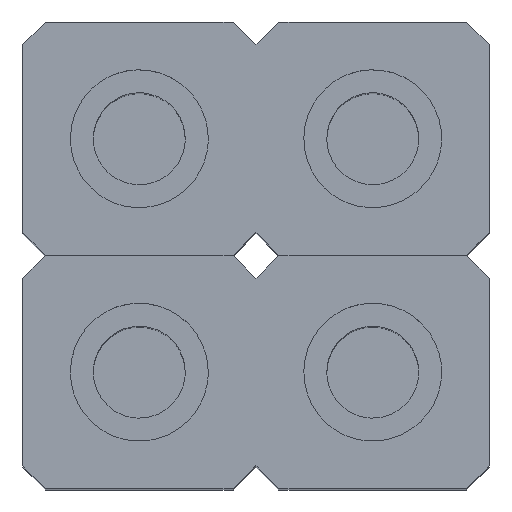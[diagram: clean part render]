
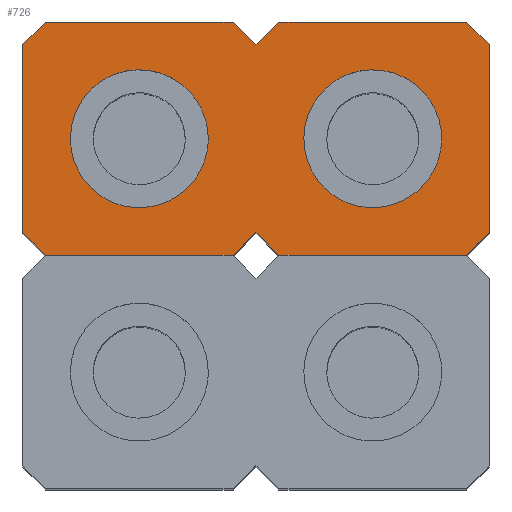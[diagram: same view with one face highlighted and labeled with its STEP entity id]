
A CAD part, top view. The second image highlights one B-rep face of the part: STEP entity #726.
In plain terms, the highlighted free-form (B-spline) face has degree [1, 1] with [2, 2] control points.
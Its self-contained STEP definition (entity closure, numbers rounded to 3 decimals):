
#351 = VERTEX_POINT('',#352);
#352 = CARTESIAN_POINT('',(-1.335,14.75,
    9.161));
#357 = EDGE_CURVE('',#351,#358,#360,.T.);
#358 = VERTEX_POINT('',#359);
#359 = CARTESIAN_POINT('',(1.335,14.75,9.161
    ));
#360 = B_SPLINE_CURVE_WITH_KNOTS('',1,(#361,#362),.UNSPECIFIED.,.F.,.F.,
  (2,2),(2.79,4.83),.PIECEWISE_BEZIER_KNOTS.);
#361 = CARTESIAN_POINT('',(-1.335,14.75,
    9.161));
#362 = CARTESIAN_POINT('',(1.335,14.75,9.161
    ));
#372 = VERTEX_POINT('',#373);
#373 = CARTESIAN_POINT('',(1.989,14.75,9.161
    ));
#378 = EDGE_CURVE('',#372,#379,#381,.T.);
#379 = VERTEX_POINT('',#380);
#380 = CARTESIAN_POINT('',(4.659,14.75,9.161
    ));
#381 = B_SPLINE_CURVE_WITH_KNOTS('',1,(#382,#383),.UNSPECIFIED.,.F.,.F.,
  (2,2),(5.33,7.37),.PIECEWISE_BEZIER_KNOTS.);
#382 = CARTESIAN_POINT('',(1.989,14.75,9.161
    ));
#383 = CARTESIAN_POINT('',(4.659,14.75,9.161
    ));
#726 = ADVANCED_FACE('',(#727,#811,#825),#839,.F.);
#727 = FACE_BOUND('',#728,.F.);
#728 = EDGE_LOOP('',(#729,#738,#745,#752,#759,#766,#773,#780,#787,#792,
    #793,#800,#805,#806));
#729 = ORIENTED_EDGE('',*,*,#730,.F.);
#730 = EDGE_CURVE('',#731,#733,#735,.T.);
#731 = VERTEX_POINT('',#732);
#732 = CARTESIAN_POINT('',(-1.662,17.747,
    9.161));
#733 = VERTEX_POINT('',#734);
#734 = CARTESIAN_POINT('',(-1.662,15.077,
    9.161));
#735 = B_SPLINE_CURVE_WITH_KNOTS('',1,(#736,#737),.UNSPECIFIED.,.F.,.F.,
  (2,2),(1.494,3.534),.PIECEWISE_BEZIER_KNOTS.);
#736 = CARTESIAN_POINT('',(-1.662,17.747,
    9.161));
#737 = CARTESIAN_POINT('',(-1.662,15.077,
    9.161));
#738 = ORIENTED_EDGE('',*,*,#739,.T.);
#739 = EDGE_CURVE('',#731,#740,#742,.T.);
#740 = VERTEX_POINT('',#741);
#741 = CARTESIAN_POINT('',(-1.335,18.074,
    9.161));
#742 = B_SPLINE_CURVE_WITH_KNOTS('',1,(#743,#744),.UNSPECIFIED.,.F.,.F.,
  (2,2),(0.,0.354),.PIECEWISE_BEZIER_KNOTS.);
#743 = CARTESIAN_POINT('',(-1.662,17.747,
    9.161));
#744 = CARTESIAN_POINT('',(-1.335,18.074,
    9.161));
#745 = ORIENTED_EDGE('',*,*,#746,.T.);
#746 = EDGE_CURVE('',#740,#747,#749,.T.);
#747 = VERTEX_POINT('',#748);
#748 = CARTESIAN_POINT('',(1.335,18.074,9.161
    ));
#749 = B_SPLINE_CURVE_WITH_KNOTS('',1,(#750,#751),.UNSPECIFIED.,.F.,.F.,
  (2,2),(2.79,4.83),.PIECEWISE_BEZIER_KNOTS.);
#750 = CARTESIAN_POINT('',(-1.335,18.074,
    9.161));
#751 = CARTESIAN_POINT('',(1.335,18.074,9.161
    ));
#752 = ORIENTED_EDGE('',*,*,#753,.F.);
#753 = EDGE_CURVE('',#754,#747,#756,.T.);
#754 = VERTEX_POINT('',#755);
#755 = CARTESIAN_POINT('',(1.662,17.747,9.161
    ));
#756 = B_SPLINE_CURVE_WITH_KNOTS('',1,(#757,#758),.UNSPECIFIED.,.F.,.F.,
  (2,2),(0.,0.354),.PIECEWISE_BEZIER_KNOTS.);
#757 = CARTESIAN_POINT('',(1.662,17.747,9.161
    ));
#758 = CARTESIAN_POINT('',(1.335,18.074,9.161
    ));
#759 = ORIENTED_EDGE('',*,*,#760,.F.);
#760 = EDGE_CURVE('',#761,#754,#763,.T.);
#761 = VERTEX_POINT('',#762);
#762 = CARTESIAN_POINT('',(1.989,18.074,9.161
    ));
#763 = B_SPLINE_CURVE_WITH_KNOTS('',1,(#764,#765),.UNSPECIFIED.,.F.,.F.,
  (2,2),(0.,0.354),.PIECEWISE_BEZIER_KNOTS.);
#764 = CARTESIAN_POINT('',(1.989,18.074,9.161
    ));
#765 = CARTESIAN_POINT('',(1.662,17.747,9.161
    ));
#766 = ORIENTED_EDGE('',*,*,#767,.T.);
#767 = EDGE_CURVE('',#761,#768,#770,.T.);
#768 = VERTEX_POINT('',#769);
#769 = CARTESIAN_POINT('',(4.659,18.074,9.161
    ));
#770 = B_SPLINE_CURVE_WITH_KNOTS('',1,(#771,#772),.UNSPECIFIED.,.F.,.F.,
  (2,2),(5.33,7.37),.PIECEWISE_BEZIER_KNOTS.);
#771 = CARTESIAN_POINT('',(1.989,18.074,9.161
    ));
#772 = CARTESIAN_POINT('',(4.659,18.074,9.161
    ));
#773 = ORIENTED_EDGE('',*,*,#774,.F.);
#774 = EDGE_CURVE('',#775,#768,#777,.T.);
#775 = VERTEX_POINT('',#776);
#776 = CARTESIAN_POINT('',(4.986,17.747,9.161)
  );
#777 = B_SPLINE_CURVE_WITH_KNOTS('',1,(#778,#779),.UNSPECIFIED.,.F.,.F.,
  (2,2),(0.,0.354),.PIECEWISE_BEZIER_KNOTS.);
#778 = CARTESIAN_POINT('',(4.986,17.747,9.161)
  );
#779 = CARTESIAN_POINT('',(4.659,18.074,9.161
    ));
#780 = ORIENTED_EDGE('',*,*,#781,.T.);
#781 = EDGE_CURVE('',#775,#782,#784,.T.);
#782 = VERTEX_POINT('',#783);
#783 = CARTESIAN_POINT('',(4.986,15.077,9.161)
  );
#784 = B_SPLINE_CURVE_WITH_KNOTS('',1,(#785,#786),.UNSPECIFIED.,.F.,.F.,
  (2,2),(0.25,2.29),.PIECEWISE_BEZIER_KNOTS.);
#785 = CARTESIAN_POINT('',(4.986,17.747,9.161)
  );
#786 = CARTESIAN_POINT('',(4.986,15.077,9.161)
  );
#787 = ORIENTED_EDGE('',*,*,#788,.T.);
#788 = EDGE_CURVE('',#782,#379,#789,.T.);
#789 = B_SPLINE_CURVE_WITH_KNOTS('',1,(#790,#791),.UNSPECIFIED.,.F.,.F.,
  (2,2),(0.,0.354),.PIECEWISE_BEZIER_KNOTS.);
#790 = CARTESIAN_POINT('',(4.986,15.077,9.161)
  );
#791 = CARTESIAN_POINT('',(4.659,14.75,9.161
    ));
#792 = ORIENTED_EDGE('',*,*,#378,.F.);
#793 = ORIENTED_EDGE('',*,*,#794,.T.);
#794 = EDGE_CURVE('',#372,#795,#797,.T.);
#795 = VERTEX_POINT('',#796);
#796 = CARTESIAN_POINT('',(1.662,15.077,9.161
    ));
#797 = B_SPLINE_CURVE_WITH_KNOTS('',1,(#798,#799),.UNSPECIFIED.,.F.,.F.,
  (2,2),(0.,0.354),.PIECEWISE_BEZIER_KNOTS.);
#798 = CARTESIAN_POINT('',(1.989,14.75,9.161
    ));
#799 = CARTESIAN_POINT('',(1.662,15.077,9.161
    ));
#800 = ORIENTED_EDGE('',*,*,#801,.T.);
#801 = EDGE_CURVE('',#795,#358,#802,.T.);
#802 = B_SPLINE_CURVE_WITH_KNOTS('',1,(#803,#804),.UNSPECIFIED.,.F.,.F.,
  (2,2),(0.,0.354),.PIECEWISE_BEZIER_KNOTS.);
#803 = CARTESIAN_POINT('',(1.662,15.077,9.161
    ));
#804 = CARTESIAN_POINT('',(1.335,14.75,9.161
    ));
#805 = ORIENTED_EDGE('',*,*,#357,.F.);
#806 = ORIENTED_EDGE('',*,*,#807,.F.);
#807 = EDGE_CURVE('',#733,#351,#808,.T.);
#808 = B_SPLINE_CURVE_WITH_KNOTS('',1,(#809,#810),.UNSPECIFIED.,.F.,.F.,
  (2,2),(0.,0.354),.PIECEWISE_BEZIER_KNOTS.);
#809 = CARTESIAN_POINT('',(-1.662,15.077,
    9.161));
#810 = CARTESIAN_POINT('',(-1.335,14.75,
    9.161));
#811 = FACE_BOUND('',#812,.F.);
#812 = EDGE_LOOP('',(#813));
#813 = ORIENTED_EDGE('',*,*,#814,.T.);
#814 = EDGE_CURVE('',#815,#815,#817,.T.);
#815 = VERTEX_POINT('',#816);
#816 = CARTESIAN_POINT('',(4.306,16.412,9.161
    ));
#817 = ( BOUNDED_CURVE() B_SPLINE_CURVE(2,(#818,#819,#820,#821,#822,#823
,#824),.UNSPECIFIED.,.T.,.F.) B_SPLINE_CURVE_WITH_KNOTS((1,2,2,2,2,1),(
    -2.094,0.,2.094,4.189,6.283,
8.378),.UNSPECIFIED.) CURVE() GEOMETRIC_REPRESENTATION_ITEM() 
RATIONAL_B_SPLINE_CURVE((1.,0.5,1.,0.5,1.,0.5,1.)) REPRESENTATION_ITEM(
  '') );
#818 = CARTESIAN_POINT('',(4.306,16.412,9.161
    ));
#819 = CARTESIAN_POINT('',(4.306,18.112,9.161
    ));
#820 = CARTESIAN_POINT('',(2.833,17.262,9.161
    ));
#821 = CARTESIAN_POINT('',(1.361,16.412,9.161
    ));
#822 = CARTESIAN_POINT('',(2.833,15.562,9.161
    ));
#823 = CARTESIAN_POINT('',(4.306,14.712,9.161
    ));
#824 = CARTESIAN_POINT('',(4.306,16.412,9.161
    ));
#825 = FACE_BOUND('',#826,.F.);
#826 = EDGE_LOOP('',(#827));
#827 = ORIENTED_EDGE('',*,*,#828,.T.);
#828 = EDGE_CURVE('',#829,#829,#831,.T.);
#829 = VERTEX_POINT('',#830);
#830 = CARTESIAN_POINT('',(0.982,16.412,9.161
    ));
#831 = ( BOUNDED_CURVE() B_SPLINE_CURVE(2,(#832,#833,#834,#835,#836,#837
,#838),.UNSPECIFIED.,.T.,.F.) B_SPLINE_CURVE_WITH_KNOTS((1,2,2,2,2,1),(
    -2.094,0.,2.094,4.189,6.283,
8.378),.UNSPECIFIED.) CURVE() GEOMETRIC_REPRESENTATION_ITEM() 
RATIONAL_B_SPLINE_CURVE((1.,0.5,1.,0.5,1.,0.5,1.)) REPRESENTATION_ITEM(
  '') );
#832 = CARTESIAN_POINT('',(0.982,16.412,9.161
    ));
#833 = CARTESIAN_POINT('',(0.982,18.112,9.161
    ));
#834 = CARTESIAN_POINT('',(-0.491,17.262,
    9.161));
#835 = CARTESIAN_POINT('',(-1.963,16.412,
    9.161));
#836 = CARTESIAN_POINT('',(-0.491,15.562,
    9.161));
#837 = CARTESIAN_POINT('',(0.982,14.712,9.161
    ));
#838 = CARTESIAN_POINT('',(0.982,16.412,9.161
    ));
#839 = B_SPLINE_SURFACE_WITH_KNOTS('',1,1,(
    (#840,#841)
    ,(#842,#843
    )),.UNSPECIFIED.,.F.,.F.,.F.,(2,2),(2,2),(-3.81,1.27),(-1.27,1.27),
  .PIECEWISE_BEZIER_KNOTS.);
#840 = CARTESIAN_POINT('',(4.986,14.75,9.161)
  );
#841 = CARTESIAN_POINT('',(4.986,18.074,9.161)
  );
#842 = CARTESIAN_POINT('',(-1.662,14.75,
    9.161));
#843 = CARTESIAN_POINT('',(-1.662,18.074,
    9.161));
